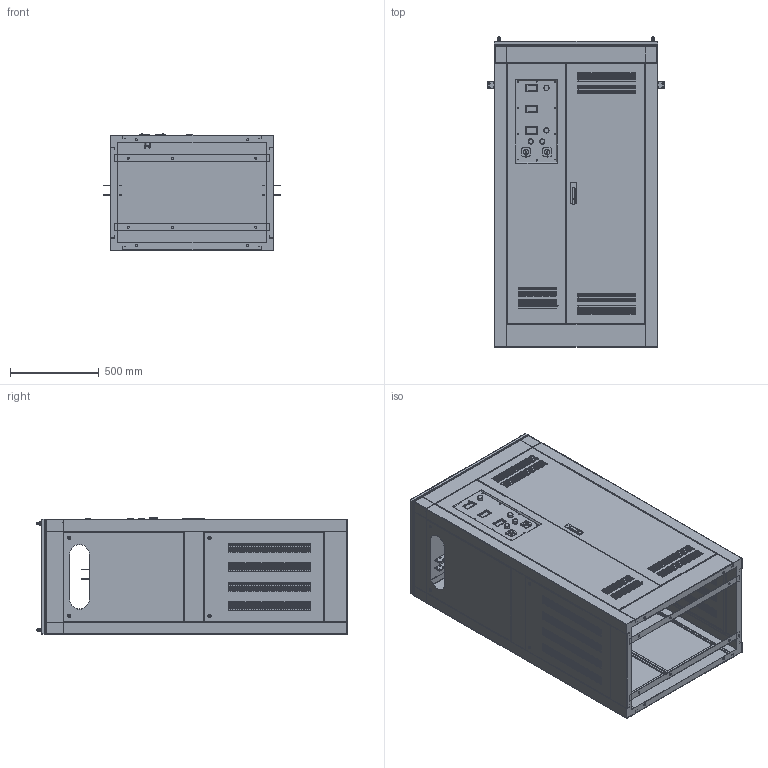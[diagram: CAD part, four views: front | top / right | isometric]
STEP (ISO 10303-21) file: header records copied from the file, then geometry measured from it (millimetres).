
FILE_DESCRIPTION(/* description */ (''),/* implementation_level */ '2;1');
FILE_NAME(/* name */ 'DBW-100K（图纸版）_step.stp',/* time_stamp */ '2025-05-28T08:26:40+08:00',/* author */ (''),/* organization */ (''),/* preprocessor_version */ 'ST-DEVELOPER v20',/* originating_system */ 'SIEMENS PLM Software NX2312.1700',/* authorisation */ '');
FILE_SCHEMA (('AUTOMOTIVE_DESIGN { 1 0 10303 214 3 1 1 1 }'));
Products named in the file (21): 85L17表头; 85L17表架; DBW门锁; DBW按钮红; DBW-100K顶盖板; DBW指示灯绿; DBW-100K架子; DBW-100K左右上侧板; DBW-100K表盘; DBW-100K前左门板1; DBW-100K前右门板1; DBW按钮; DBW-100K后右门板1; DBW-100K左右下侧板; 手动开关; DBW-100K后左门板1; 直径12盖型螺母; 铜牌100k; 锁扣2; 访日表; DBW-100K（图纸版）_step
Assembly tree (30 placements, depth 3):
  DBW-100K（图纸版）_step
    锁扣2
    访日表  x3
      85L17表架
      85L17表头
    铜牌100k  x2
    直径12盖型螺母  x4
    DBW-100K后左门板1
    手动开关  x2
    DBW-100K左右下侧板  x2
    DBW-100K后右门板1
    DBW按钮
    DBW-100K前右门板1
    DBW-100K前左门板1
    DBW-100K表盘
    DBW-100K左右上侧板  x2
    DBW-100K架子
    DBW指示灯绿  x2
    DBW-100K顶盖板
    DBW按钮红
    DBW门锁
Bounding box: 999.99 x 1750 x 657.99 mm (x, y, z)
Volume: 11763524.3 mm3; surface area: 15715635.6 mm2
Topology: 53 solids, 56 shells, 5787 faces, 15340 edges, 9833 vertices
Faces by surface type: plane 2881, cylinder 2048, extrusion 434, torus 171, bspline 168, cone 85
Entity records: 128428 total; most frequent: CARTESIAN_POINT 34374, ORIENTED_EDGE 18898, DIRECTION 18323, EDGE_CURVE 9449, VECTOR 6259, LINE 6109, AXIS2_PLACEMENT_3D 6032, VERTEX_POINT 6023
